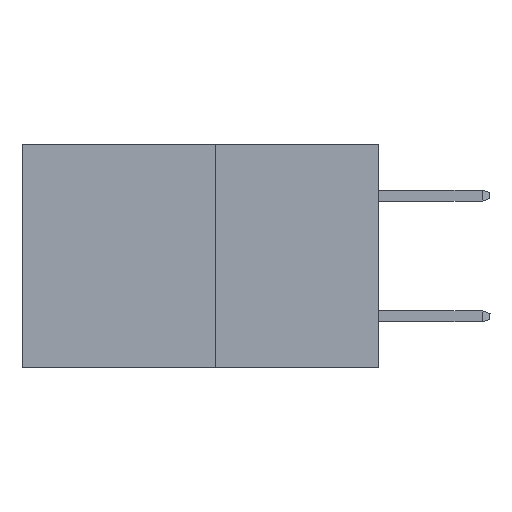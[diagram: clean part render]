
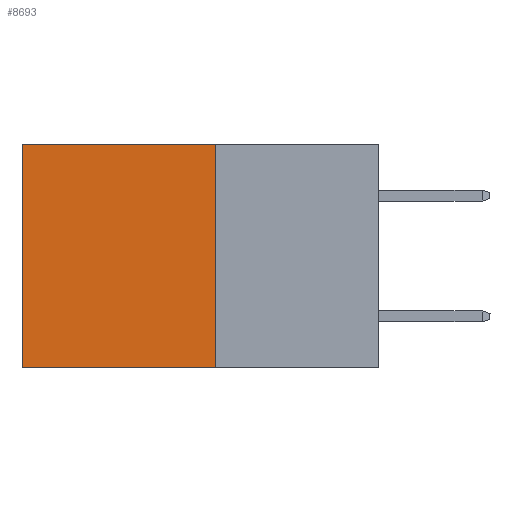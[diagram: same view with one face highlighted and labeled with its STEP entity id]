
A CAD part, left-side view. The second image highlights one B-rep face of the part: STEP entity #8693.
In plain terms, the highlighted planar face has unit normal (-1, 0, 0).
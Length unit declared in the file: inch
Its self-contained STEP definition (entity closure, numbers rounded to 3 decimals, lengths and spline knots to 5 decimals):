
#381 = CARTESIAN_POINT ( 'NONE',  ( 0.277, 0.27, -0.37 ) ) ;
#641 = LINE ( 'NONE', #2812, #4200 ) ;
#833 = VERTEX_POINT ( 'NONE', #381 ) ;
#839 = EDGE_CURVE ( 'NONE', #9123, #4184, #4711, .T. ) ;
#928 = PLANE ( 'NONE',  #2561 ) ;
#1257 = CARTESIAN_POINT ( 'NONE',  ( 0.277, 0.27, -0.37 ) ) ;
#1376 = CARTESIAN_POINT ( 'NONE',  ( 0.277, 0.59, -0.37 ) ) ;
#1640 = DIRECTION ( 'NONE',  ( 0., 0., -1. ) ) ;
#2432 = FACE_OUTER_BOUND ( 'NONE', #8430, .T. ) ;
#2561 = AXIS2_PLACEMENT_3D ( 'NONE', #3704, #5892, #1640 ) ;
#2791 = VECTOR ( 'NONE', #7689, 39.37008 ) ;
#2812 = CARTESIAN_POINT ( 'NONE',  ( 0.277, 0.27, -0.37 ) ) ;
#3005 = CARTESIAN_POINT ( 'NONE',  ( 0.277, 0.59, -0.37 ) ) ;
#3704 = CARTESIAN_POINT ( 'NONE',  ( 0.277, 0.27, -0.37 ) ) ;
#3738 = DIRECTION ( 'NONE',  ( 0., 1., 0. ) ) ;
#4032 = CARTESIAN_POINT ( 'NONE',  ( 0.277, 0.59, 0. ) ) ;
#4184 = VERTEX_POINT ( 'NONE', #1376 ) ;
#4200 = VECTOR ( 'NONE', #8489, 39.37008 ) ;
#4258 = EDGE_CURVE ( 'NONE', #8540, #833, #641, .T. ) ;
#4711 = LINE ( 'NONE', #3005, #2791 ) ;
#5220 = ORIENTED_EDGE ( 'NONE', *, *, #4258, .F. ) ;
#5334 = ORIENTED_EDGE ( 'NONE', *, *, #6258, .F. ) ;
#5433 = EDGE_CURVE ( 'NONE', #8540, #9123, #7824, .T. ) ;
#5892 = DIRECTION ( 'NONE',  ( 1., 0., 0. ) ) ;
#6192 = VECTOR ( 'NONE', #3738, 39.37008 ) ;
#6258 = EDGE_CURVE ( 'NONE', #833, #4184, #8490, .T. ) ;
#6476 = VECTOR ( 'NONE', #6933, 39.37008 ) ;
#6933 = DIRECTION ( 'NONE',  ( 0., 1., 0. ) ) ;
#7160 = CARTESIAN_POINT ( 'NONE',  ( 0.277, 0.27, 0. ) ) ;
#7209 = ORIENTED_EDGE ( 'NONE', *, *, #839, .T. ) ;
#7309 = CARTESIAN_POINT ( 'NONE',  ( 0.277, 0.27, 0. ) ) ;
#7502 = ORIENTED_EDGE ( 'NONE', *, *, #5433, .T. ) ;
#7689 = DIRECTION ( 'NONE',  ( 0., 0., -1. ) ) ;
#7824 = LINE ( 'NONE', #7309, #6192 ) ;
#8430 = EDGE_LOOP ( 'NONE', ( #7209, #5334, #5220, #7502 ) ) ;
#8489 = DIRECTION ( 'NONE',  ( 0., 0., -1. ) ) ;
#8490 = LINE ( 'NONE', #1257, #6476 ) ;
#8540 = VERTEX_POINT ( 'NONE', #7160 ) ;
#8693 = ADVANCED_FACE ( 'NONE', ( #2432 ), #928, .F. ) ;
#9123 = VERTEX_POINT ( 'NONE', #4032 ) ;
